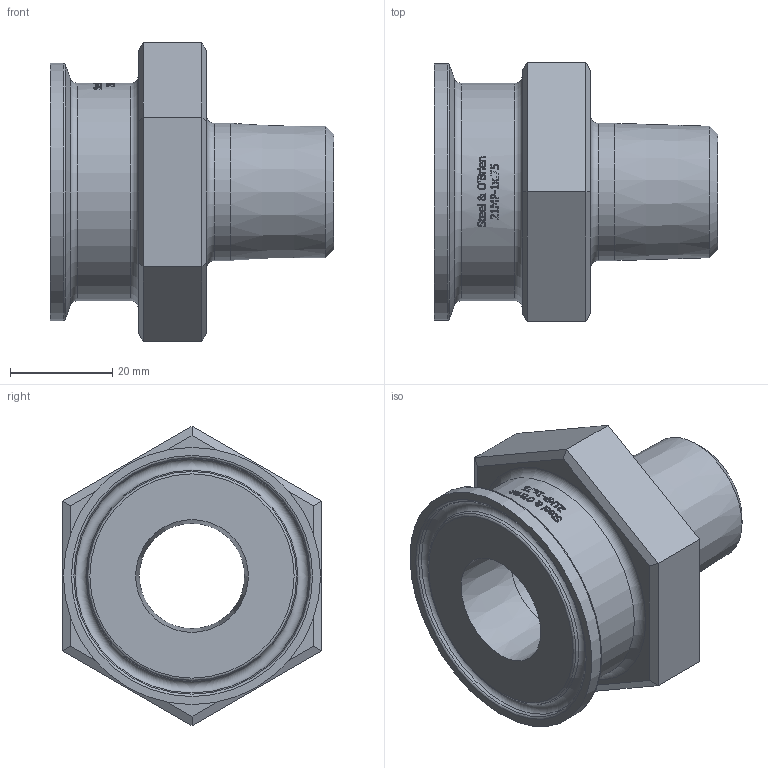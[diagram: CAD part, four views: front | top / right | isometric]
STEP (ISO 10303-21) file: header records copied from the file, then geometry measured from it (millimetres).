
FILE_DESCRIPTION(/* description */ (''),/* implementation_level */ '2;1');
FILE_NAME(/* name */ '21MP-1X.75.stp',/* time_stamp */ '2019-01-31T09:11:42-05:00',/* author */ ('rick'),/* organization */ (''),/* preprocessor_version */ 'ST-DEVELOPER v15.2',/* originating_system */ 'Autodesk Inventor 2014',/* authorisation */ '');
FILE_SCHEMA (('AUTOMOTIVE_DESIGN { 1 0 10303 214 3 1 1 }'));
Length unit declared in the file: inch
Products named in the file (1): AAV01060
Bounding box: 55.55 x 50.8 x 58.66 mm (x, y, z)
Volume: 50552.3 mm3; surface area: 14823.5 mm2
Topology: 1 solids, 1 shells, 388 faces, 1024 edges, 674 vertices
Faces by surface type: plane 184, bspline 153, cylinder 37, torus 8, cone 6
Full cylindrical faces by diameter (mm): 20.625 x1, 26.911 x1, 42.57 x1, 50.394 x1
Entity records: 14743 total; most frequent: CARTESIAN_POINT 5998, ORIENTED_EDGE 2012, DIRECTION 1386, EDGE_CURVE 1006, VERTEX_POINT 674, LINE 486, VECTOR 486, AXIS2_PLACEMENT_3D 450
